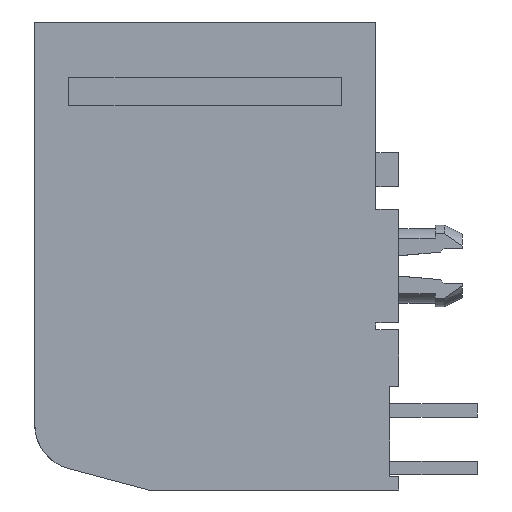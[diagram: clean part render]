
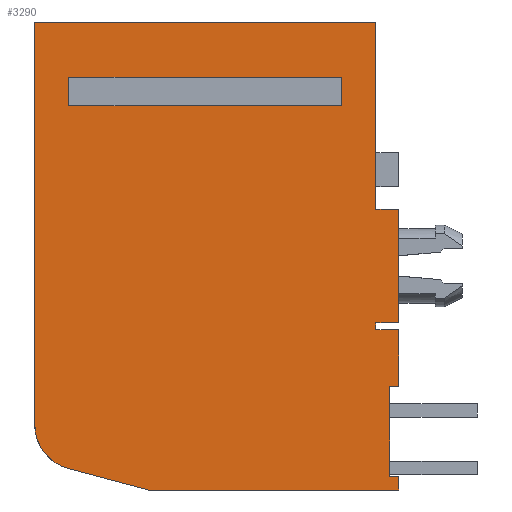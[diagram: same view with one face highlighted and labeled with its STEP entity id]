
A CAD part, left-side view. The second image highlights one B-rep face of the part: STEP entity #3290.
In plain terms, the highlighted planar face has unit normal (-1, 0, 0).
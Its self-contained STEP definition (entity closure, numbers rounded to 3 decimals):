
#1=DIRECTION('',(0.,0.,1.));
#2=VECTOR('',#1,3.95);
#3=CARTESIAN_POINT('',(-6.605,-0.61,-19.97));
#4=LINE('',#3,#2);
#5=DIRECTION('',(0.,1.,0.));
#6=VECTOR('',#5,0.4);
#7=CARTESIAN_POINT('',(-6.605,-1.01,-19.97));
#8=LINE('',#7,#6);
#9=DIRECTION('',(0.,1.,0.));
#10=VECTOR('',#9,11.);
#11=CARTESIAN_POINT('',(-6.605,-1.01,-20.57));
#12=LINE('',#11,#10);
#13=DIRECTION('',(0.,0.966,0.259));
#14=VECTOR('',#13,3.642);
#15=CARTESIAN_POINT('',(-6.605,9.99,-20.57));
#16=LINE('',#15,#14);
#17=CARTESIAN_POINT('',(-6.605,12.99,-17.696));
#18=DIRECTION('',(1.,0.,0.));
#19=DIRECTION('',(0.,0.259,-0.966));
#20=AXIS2_PLACEMENT_3D('',#17,#18,#19);
#22=DIRECTION('',(0.,0.,1.));
#23=VECTOR('',#22,17.696);
#24=CARTESIAN_POINT('',(-6.605,14.99,-17.696));
#25=LINE('',#24,#23);
#26=DIRECTION('',(0.,-1.,0.));
#27=VECTOR('',#26,14.99);
#28=CARTESIAN_POINT('',(-6.605,14.99,0.));
#29=LINE('',#28,#27);
#30=DIRECTION('',(0.,-1.,0.));
#31=VECTOR('',#30,1.01);
#32=CARTESIAN_POINT('',(-6.605,0.,-8.22));
#33=LINE('',#32,#31);
#34=DIRECTION('',(0.,-1.,0.));
#35=VECTOR('',#34,1.01);
#36=CARTESIAN_POINT('',(-6.605,0.,-13.52));
#37=LINE('',#36,#35);
#38=DIRECTION('',(0.,1.,0.));
#39=VECTOR('',#38,0.4);
#40=CARTESIAN_POINT('',(-6.605,-1.01,-16.02));
#41=LINE('',#40,#39);
#42=DIRECTION('',(0.,1.,0.));
#43=VECTOR('',#42,11.99);
#44=CARTESIAN_POINT('',(-6.605,1.5,-3.69));
#45=LINE('',#44,#43);
#46=DIRECTION('',(0.,0.,1.));
#47=VECTOR('',#46,1.27);
#48=CARTESIAN_POINT('',(-6.605,1.5,-3.69));
#49=LINE('',#48,#47);
#50=DIRECTION('',(0.,1.,0.));
#51=VECTOR('',#50,11.99);
#52=CARTESIAN_POINT('',(-6.605,1.5,-2.42));
#53=LINE('',#52,#51);
#54=DIRECTION('',(0.,0.,1.));
#55=VECTOR('',#54,1.27);
#56=CARTESIAN_POINT('',(-6.605,13.49,-3.69));
#57=LINE('',#56,#55);
#130=DIRECTION('',(0.,0.,-1.));
#131=VECTOR('',#130,5.);
#132=CARTESIAN_POINT('',(-6.605,-1.01,-8.22));
#133=LINE('',#132,#131);
#178=DIRECTION('',(0.,0.,-1.));
#179=VECTOR('',#178,2.5);
#180=CARTESIAN_POINT('',(-6.605,-1.01,-13.52));
#181=LINE('',#180,#179);
#202=DIRECTION('',(0.,0.,-1.));
#203=VECTOR('',#202,0.6);
#204=CARTESIAN_POINT('',(-6.605,-1.01,-19.97));
#205=LINE('',#204,#203);
#358=DIRECTION('',(0.,0.,1.));
#359=VECTOR('',#358,0.3);
#360=CARTESIAN_POINT('',(-6.605,0.,-13.52));
#361=LINE('',#360,#359);
#388=DIRECTION('',(0.,0.,1.));
#389=VECTOR('',#388,8.22);
#390=CARTESIAN_POINT('',(-6.605,0.,-8.22));
#391=LINE('',#390,#389);
#634=DIRECTION('',(0.,-1.,0.));
#635=VECTOR('',#634,1.01);
#636=CARTESIAN_POINT('',(-6.605,0.,-13.22));
#637=LINE('',#636,#635);
#2477=CARTESIAN_POINT('',(-6.605,9.99,-20.57));
#2478=CARTESIAN_POINT('',(-6.605,13.508,-19.627));
#2479=VERTEX_POINT('',#2477);
#2480=VERTEX_POINT('',#2478);
#2481=CARTESIAN_POINT('',(-6.605,14.99,-17.696));
#2482=VERTEX_POINT('',#2481);
#2483=CARTESIAN_POINT('',(-6.605,14.99,0.));
#2484=VERTEX_POINT('',#2483);
#2485=CARTESIAN_POINT('',(-6.605,0.,0.));
#2486=VERTEX_POINT('',#2485);
#2798=CARTESIAN_POINT('',(-6.605,-1.01,-8.22));
#2800=VERTEX_POINT('',#2798);
#2801=CARTESIAN_POINT('',(-6.605,-1.01,-13.22));
#2802=VERTEX_POINT('',#2801);
#2806=CARTESIAN_POINT('',(-6.605,-1.01,-13.52));
#2808=VERTEX_POINT('',#2806);
#2809=CARTESIAN_POINT('',(-6.605,-1.01,-20.57));
#2811=VERTEX_POINT('',#2809);
#2829=CARTESIAN_POINT('',(-6.605,0.,-8.22));
#2831=VERTEX_POINT('',#2829);
#2833=CARTESIAN_POINT('',(-6.605,0.,-13.22));
#2835=VERTEX_POINT('',#2833);
#2843=CARTESIAN_POINT('',(-6.605,0.,-13.52));
#2844=VERTEX_POINT('',#2843);
#2845=CARTESIAN_POINT('',(-6.605,-0.61,-19.97));
#2846=CARTESIAN_POINT('',(-6.605,-0.61,-16.02));
#2847=VERTEX_POINT('',#2845);
#2848=VERTEX_POINT('',#2846);
#2849=CARTESIAN_POINT('',(-6.605,-1.01,-16.02));
#2850=VERTEX_POINT('',#2849);
#2851=CARTESIAN_POINT('',(-6.605,-1.01,-19.97));
#2852=VERTEX_POINT('',#2851);
#2993=CARTESIAN_POINT('',(-6.605,1.5,-3.69));
#2994=CARTESIAN_POINT('',(-6.605,13.49,-3.69));
#2995=VERTEX_POINT('',#2993);
#2996=VERTEX_POINT('',#2994);
#2997=CARTESIAN_POINT('',(-6.605,1.5,-2.42));
#2998=CARTESIAN_POINT('',(-6.605,13.49,-2.42));
#2999=VERTEX_POINT('',#2997);
#3000=VERTEX_POINT('',#2998);
#3241=CARTESIAN_POINT('',(-6.605,0.,0.));
#3242=DIRECTION('',(1.,0.,0.));
#3243=DIRECTION('',(0.,0.,-1.));
#3244=AXIS2_PLACEMENT_3D('',#3241,#3242,#3243);
#3245=PLANE('',#3244);
#3247=ORIENTED_EDGE('',*,*,#3246,.F.);
#3249=ORIENTED_EDGE('',*,*,#3248,.F.);
#3251=ORIENTED_EDGE('',*,*,#3250,.T.);
#3253=ORIENTED_EDGE('',*,*,#3252,.T.);
#3255=ORIENTED_EDGE('',*,*,#3254,.T.);
#3257=ORIENTED_EDGE('',*,*,#3256,.T.);
#3259=ORIENTED_EDGE('',*,*,#3258,.T.);
#3261=ORIENTED_EDGE('',*,*,#3260,.T.);
#3263=ORIENTED_EDGE('',*,*,#3262,.F.);
#3265=ORIENTED_EDGE('',*,*,#3264,.T.);
#3267=ORIENTED_EDGE('',*,*,#3266,.T.);
#3269=ORIENTED_EDGE('',*,*,#3268,.F.);
#3271=ORIENTED_EDGE('',*,*,#3270,.F.);
#3273=ORIENTED_EDGE('',*,*,#3272,.T.);
#3275=ORIENTED_EDGE('',*,*,#3274,.T.);
#3277=ORIENTED_EDGE('',*,*,#3276,.T.);
#3278=EDGE_LOOP('',(#3247,#3249,#3251,#3253,#3255,#3257,#3259,#3261,#3263,#3265,
#3267,#3269,#3271,#3273,#3275,#3277));
#3279=FACE_OUTER_BOUND('',#3278,.F.);
#3281=ORIENTED_EDGE('',*,*,#3280,.F.);
#3283=ORIENTED_EDGE('',*,*,#3282,.T.);
#3285=ORIENTED_EDGE('',*,*,#3284,.T.);
#3287=ORIENTED_EDGE('',*,*,#3286,.F.);
#3288=EDGE_LOOP('',(#3281,#3283,#3285,#3287));
#3289=FACE_BOUND('',#3288,.F.);
#3290=ADVANCED_FACE('',(#3279,#3289),#3245,.F.);
#21=CIRCLE('',#20,2.);
#3246=EDGE_CURVE('',#2847,#2848,#4,.T.);
#3248=EDGE_CURVE('',#2852,#2847,#8,.T.);
#3250=EDGE_CURVE('',#2852,#2811,#205,.T.);
#3252=EDGE_CURVE('',#2811,#2479,#12,.T.);
#3254=EDGE_CURVE('',#2479,#2480,#16,.T.);
#3256=EDGE_CURVE('',#2480,#2482,#21,.T.);
#3258=EDGE_CURVE('',#2482,#2484,#25,.T.);
#3260=EDGE_CURVE('',#2484,#2486,#29,.T.);
#3262=EDGE_CURVE('',#2831,#2486,#391,.T.);
#3264=EDGE_CURVE('',#2831,#2800,#33,.T.);
#3266=EDGE_CURVE('',#2800,#2802,#133,.T.);
#3268=EDGE_CURVE('',#2835,#2802,#637,.T.);
#3270=EDGE_CURVE('',#2844,#2835,#361,.T.);
#3272=EDGE_CURVE('',#2844,#2808,#37,.T.);
#3274=EDGE_CURVE('',#2808,#2850,#181,.T.);
#3276=EDGE_CURVE('',#2850,#2848,#41,.T.);
#3280=EDGE_CURVE('',#2995,#2996,#45,.T.);
#3282=EDGE_CURVE('',#2995,#2999,#49,.T.);
#3284=EDGE_CURVE('',#2999,#3000,#53,.T.);
#3286=EDGE_CURVE('',#2996,#3000,#57,.T.);
